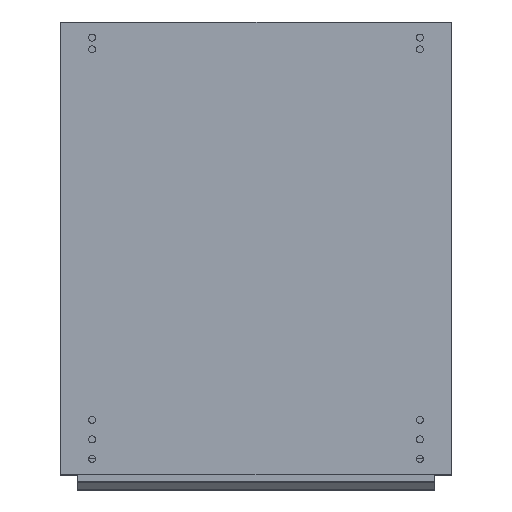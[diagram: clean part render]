
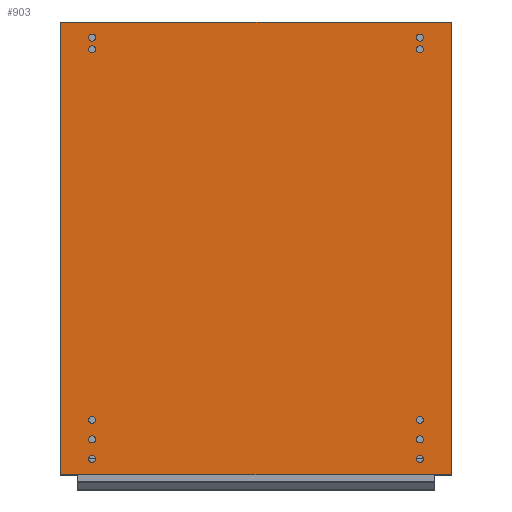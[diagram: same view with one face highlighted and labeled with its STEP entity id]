
A CAD part, top view. The second image highlights one B-rep face of the part: STEP entity #903.
In plain terms, the highlighted planar face has unit normal (0, 0, 1).
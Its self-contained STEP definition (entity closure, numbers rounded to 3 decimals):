
#13=FACE_BOUND('',#160,.T.);
#14=FACE_BOUND('',#161,.T.);
#15=FACE_BOUND('',#162,.T.);
#16=FACE_BOUND('',#163,.T.);
#17=FACE_BOUND('',#164,.T.);
#18=FACE_BOUND('',#165,.T.);
#19=FACE_BOUND('',#166,.T.);
#20=FACE_BOUND('',#167,.T.);
#21=FACE_BOUND('',#168,.T.);
#22=FACE_BOUND('',#169,.T.);
#40=CIRCLE('',#978,4.5);
#41=CIRCLE('',#979,4.5);
#42=CIRCLE('',#980,4.5);
#43=CIRCLE('',#981,4.5);
#44=CIRCLE('',#982,4.5);
#45=CIRCLE('',#983,4.5);
#46=CIRCLE('',#984,4.5);
#47=CIRCLE('',#985,4.5);
#48=CIRCLE('',#986,4.5);
#49=CIRCLE('',#987,4.5);
#111=FACE_OUTER_BOUND('',#159,.T.);
#159=EDGE_LOOP('',(#671,#672,#673,#674));
#160=EDGE_LOOP('',(#675));
#161=EDGE_LOOP('',(#676));
#162=EDGE_LOOP('',(#677));
#163=EDGE_LOOP('',(#678));
#164=EDGE_LOOP('',(#679));
#165=EDGE_LOOP('',(#680));
#166=EDGE_LOOP('',(#681));
#167=EDGE_LOOP('',(#682));
#168=EDGE_LOOP('',(#683));
#169=EDGE_LOOP('',(#684));
#239=LINE('',#1356,#333);
#244=LINE('',#1366,#338);
#246=LINE('',#1370,#340);
#247=LINE('',#1371,#341);
#333=VECTOR('',#1097,1.);
#338=VECTOR('',#1106,1.);
#340=VECTOR('',#1110,1.);
#341=VECTOR('',#1111,1.);
#423=VERTEX_POINT('',#1353);
#424=VERTEX_POINT('',#1355);
#427=VERTEX_POINT('',#1365);
#428=VERTEX_POINT('',#1369);
#429=VERTEX_POINT('',#1372);
#430=VERTEX_POINT('',#1374);
#431=VERTEX_POINT('',#1376);
#432=VERTEX_POINT('',#1378);
#433=VERTEX_POINT('',#1380);
#434=VERTEX_POINT('',#1382);
#435=VERTEX_POINT('',#1384);
#436=VERTEX_POINT('',#1386);
#437=VERTEX_POINT('',#1388);
#438=VERTEX_POINT('',#1390);
#513=EDGE_CURVE('',#423,#424,#239,.T.);
#518=EDGE_CURVE('',#424,#427,#244,.T.);
#520=EDGE_CURVE('',#423,#428,#246,.T.);
#521=EDGE_CURVE('',#427,#428,#247,.T.);
#522=EDGE_CURVE('',#429,#429,#40,.T.);
#523=EDGE_CURVE('',#430,#430,#41,.T.);
#524=EDGE_CURVE('',#431,#431,#42,.T.);
#525=EDGE_CURVE('',#432,#432,#43,.T.);
#526=EDGE_CURVE('',#433,#433,#44,.T.);
#527=EDGE_CURVE('',#434,#434,#45,.T.);
#528=EDGE_CURVE('',#435,#435,#46,.T.);
#529=EDGE_CURVE('',#436,#436,#47,.T.);
#530=EDGE_CURVE('',#437,#437,#48,.T.);
#531=EDGE_CURVE('',#438,#438,#49,.T.);
#671=ORIENTED_EDGE('',*,*,#518,.F.);
#672=ORIENTED_EDGE('',*,*,#513,.F.);
#673=ORIENTED_EDGE('',*,*,#520,.T.);
#674=ORIENTED_EDGE('',*,*,#521,.F.);
#675=ORIENTED_EDGE('',*,*,#522,.T.);
#676=ORIENTED_EDGE('',*,*,#523,.T.);
#677=ORIENTED_EDGE('',*,*,#524,.T.);
#678=ORIENTED_EDGE('',*,*,#525,.T.);
#679=ORIENTED_EDGE('',*,*,#526,.T.);
#680=ORIENTED_EDGE('',*,*,#527,.T.);
#681=ORIENTED_EDGE('',*,*,#528,.T.);
#682=ORIENTED_EDGE('',*,*,#529,.T.);
#683=ORIENTED_EDGE('',*,*,#530,.T.);
#684=ORIENTED_EDGE('',*,*,#531,.T.);
#867=PLANE('',#977);
#903=ADVANCED_FACE('',(#111,#13,#14,#15,#16,#17,#18,#19,#20,#21,#22),#867,
 .T.);
#977=AXIS2_PLACEMENT_3D('',#1368,#1108,#1109);
#978=AXIS2_PLACEMENT_3D('',#1373,#1112,#1113);
#979=AXIS2_PLACEMENT_3D('',#1375,#1114,#1115);
#980=AXIS2_PLACEMENT_3D('',#1377,#1116,#1117);
#981=AXIS2_PLACEMENT_3D('',#1379,#1118,#1119);
#982=AXIS2_PLACEMENT_3D('',#1381,#1120,#1121);
#983=AXIS2_PLACEMENT_3D('',#1383,#1122,#1123);
#984=AXIS2_PLACEMENT_3D('',#1385,#1124,#1125);
#985=AXIS2_PLACEMENT_3D('',#1387,#1126,#1127);
#986=AXIS2_PLACEMENT_3D('',#1389,#1128,#1129);
#987=AXIS2_PLACEMENT_3D('',#1391,#1130,#1131);
#1097=DIRECTION('',(1.,0.,0.));
#1106=DIRECTION('',(0.,-1.,0.));
#1108=DIRECTION('center_axis',(0.,0.,
1.));
#1109=DIRECTION('ref_axis',(0.,-1.,0.));
#1110=DIRECTION('',(0.,-1.,0.));
#1111=DIRECTION('',(-1.,0.,0.));
#1112=DIRECTION('center_axis',(0.,0.,
-1.));
#1113=DIRECTION('ref_axis',(1.,0.,0.));
#1114=DIRECTION('center_axis',(0.,0.,
-1.));
#1115=DIRECTION('ref_axis',(1.,0.,0.));
#1116=DIRECTION('center_axis',(0.,0.,
-1.));
#1117=DIRECTION('ref_axis',(1.,0.,0.));
#1118=DIRECTION('center_axis',(0.,0.,
-1.));
#1119=DIRECTION('ref_axis',(1.,0.,0.));
#1120=DIRECTION('center_axis',(0.,0.,
-1.));
#1121=DIRECTION('ref_axis',(1.,0.,0.));
#1122=DIRECTION('center_axis',(0.,0.,
-1.));
#1123=DIRECTION('ref_axis',(1.,0.,0.));
#1124=DIRECTION('center_axis',(0.,0.,
-1.));
#1125=DIRECTION('ref_axis',(1.,0.,0.));
#1126=DIRECTION('center_axis',(0.,0.,
-1.));
#1127=DIRECTION('ref_axis',(1.,0.,0.));
#1128=DIRECTION('center_axis',(0.,0.,
-1.));
#1129=DIRECTION('ref_axis',(1.,0.,0.));
#1130=DIRECTION('center_axis',(0.,0.,
-1.));
#1131=DIRECTION('ref_axis',(1.,0.,0.));
#1353=CARTESIAN_POINT('',(-250.,290.,360.));
#1355=CARTESIAN_POINT('',(250.,290.,360.));
#1356=CARTESIAN_POINT('',(-250.,290.,360.));
#1365=CARTESIAN_POINT('',(250.,-290.,360.));
#1366=CARTESIAN_POINT('',(250.,290.,360.));
#1368=CARTESIAN_POINT('Origin',(-250.,290.,360.));
#1369=CARTESIAN_POINT('',(-250.,-290.,360.));
#1370=CARTESIAN_POINT('',(-250.,290.,360.));
#1371=CARTESIAN_POINT('',(250.,-290.,360.));
#1372=CARTESIAN_POINT('',(205.5,255.,360.));
#1373=CARTESIAN_POINT('Origin',(210.,255.,360.));
#1374=CARTESIAN_POINT('',(205.5,270.,360.));
#1375=CARTESIAN_POINT('Origin',(210.,270.,360.));
#1376=CARTESIAN_POINT('',(-214.5,255.,360.));
#1377=CARTESIAN_POINT('Origin',(-210.,255.,360.));
#1378=CARTESIAN_POINT('',(-214.5,270.,360.));
#1379=CARTESIAN_POINT('Origin',(-210.,270.,360.));
#1380=CARTESIAN_POINT('',(205.5,-270.,360.));
#1381=CARTESIAN_POINT('Origin',(210.,-270.,360.));
#1382=CARTESIAN_POINT('',(205.5,-245.,360.));
#1383=CARTESIAN_POINT('Origin',(210.,-245.,360.));
#1384=CARTESIAN_POINT('',(205.5,-220.,360.));
#1385=CARTESIAN_POINT('Origin',(210.,-220.,360.));
#1386=CARTESIAN_POINT('',(-214.5,-270.,360.));
#1387=CARTESIAN_POINT('Origin',(-210.,-270.,360.));
#1388=CARTESIAN_POINT('',(-214.5,-245.,360.));
#1389=CARTESIAN_POINT('Origin',(-210.,-245.,360.));
#1390=CARTESIAN_POINT('',(-214.5,-220.,360.));
#1391=CARTESIAN_POINT('Origin',(-210.,-220.,360.));
